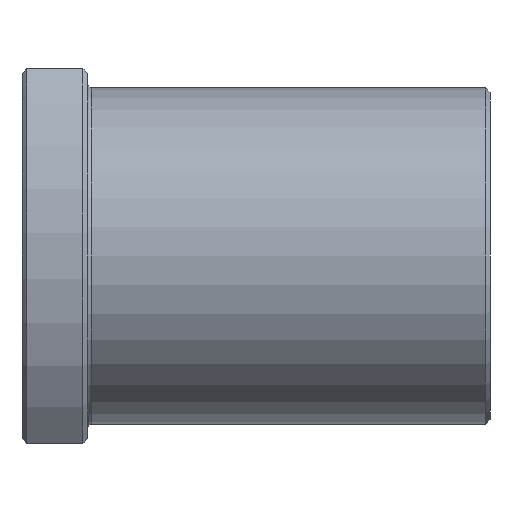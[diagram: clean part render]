
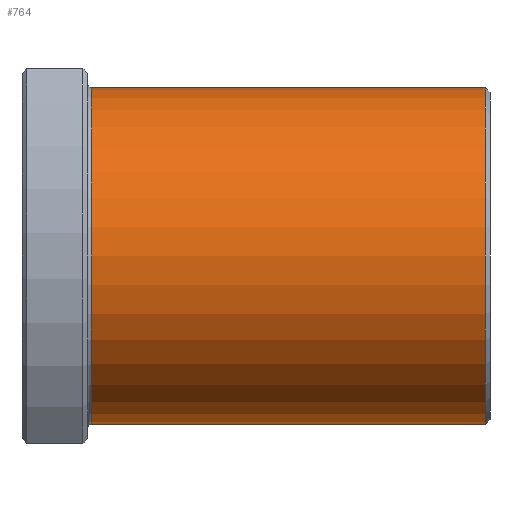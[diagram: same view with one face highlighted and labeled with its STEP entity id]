
A CAD part, front view. The second image highlights one B-rep face of the part: STEP entity #764.
In plain terms, the highlighted cylindrical face has radius 18 mm (diameter 36 mm), a partial arc.
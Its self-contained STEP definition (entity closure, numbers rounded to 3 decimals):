
#23 = DIRECTION ( 'NONE',  ( -1., 0., 0. ) ) ;
#55 = CARTESIAN_POINT ( 'NONE',  ( 7.4, 0., 18. ) ) ;
#110 = CARTESIAN_POINT ( 'NONE',  ( 0., 0., -18. ) ) ;
#129 = CARTESIAN_POINT ( 'NONE',  ( 0., 0., 18. ) ) ;
#152 = VERTEX_POINT ( 'NONE', #751 ) ;
#172 = AXIS2_PLACEMENT_3D ( 'NONE', #947, #802, #651 ) ;
#200 = CIRCLE ( 'NONE', #399, 18. ) ;
#203 = DIRECTION ( 'NONE',  ( -1., 0., 0. ) ) ;
#210 = CARTESIAN_POINT ( 'NONE',  ( 0., 0., 0. ) ) ;
#240 = CARTESIAN_POINT ( 'NONE',  ( 49.5, 0., 0. ) ) ;
#248 = CYLINDRICAL_SURFACE ( 'NONE', #268, 18. ) ;
#268 = AXIS2_PLACEMENT_3D ( 'NONE', #210, #521, #292 ) ;
#289 = CIRCLE ( 'NONE', #172, 18. ) ;
#292 = DIRECTION ( 'NONE',  ( 0., 0., 1. ) ) ;
#342 = LINE ( 'NONE', #129, #548 ) ;
#352 = CARTESIAN_POINT ( 'NONE',  ( 7.4, 0., -18. ) ) ;
#392 = VECTOR ( 'NONE', #743, 1000. ) ;
#399 = AXIS2_PLACEMENT_3D ( 'NONE', #240, #23, #570 ) ;
#407 = VERTEX_POINT ( 'NONE', #352 ) ;
#520 = CARTESIAN_POINT ( 'NONE',  ( 49.5, 0., 18. ) ) ;
#521 = DIRECTION ( 'NONE',  ( -1., 0., 0. ) ) ;
#533 = ORIENTED_EDGE ( 'NONE', *, *, #543, .F. ) ;
#543 = EDGE_CURVE ( 'NONE', #152, #407, #604, .T. ) ;
#548 = VECTOR ( 'NONE', #203, 1000. ) ;
#570 = DIRECTION ( 'NONE',  ( 0., 0., 1. ) ) ;
#578 = EDGE_LOOP ( 'NONE', ( #533, #874, #695, #622 ) ) ;
#604 = LINE ( 'NONE', #110, #392 ) ;
#622 = ORIENTED_EDGE ( 'NONE', *, *, #927, .T. ) ;
#625 = VERTEX_POINT ( 'NONE', #520 ) ;
#651 = DIRECTION ( 'NONE',  ( 0., 0., 1. ) ) ;
#663 = FACE_OUTER_BOUND ( 'NONE', #578, .T. ) ;
#686 = EDGE_CURVE ( 'NONE', #625, #754, #342, .T. ) ;
#695 = ORIENTED_EDGE ( 'NONE', *, *, #686, .T. ) ;
#743 = DIRECTION ( 'NONE',  ( -1., 0., 0. ) ) ;
#751 = CARTESIAN_POINT ( 'NONE',  ( 49.5, 0., -18. ) ) ;
#754 = VERTEX_POINT ( 'NONE', #55 ) ;
#764 = ADVANCED_FACE ( 'NONE', ( #663 ), #248, .T. ) ;
#802 = DIRECTION ( 'NONE',  ( 1., 0., 0. ) ) ;
#874 = ORIENTED_EDGE ( 'NONE', *, *, #978, .T. ) ;
#927 = EDGE_CURVE ( 'NONE', #754, #407, #289, .T. ) ;
#947 = CARTESIAN_POINT ( 'NONE',  ( 7.4, 0., 0. ) ) ;
#978 = EDGE_CURVE ( 'NONE', #152, #625, #200, .T. ) ;
